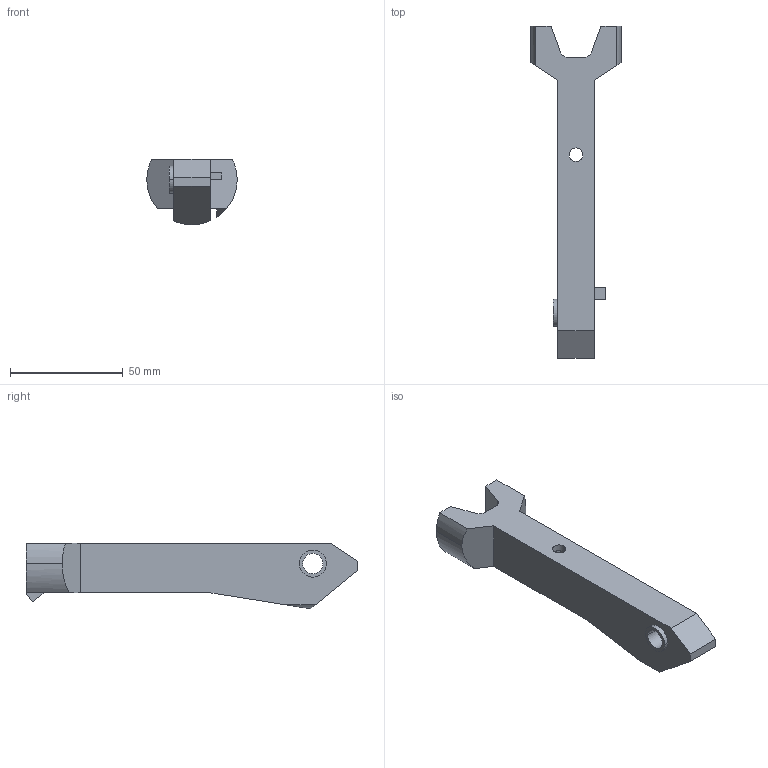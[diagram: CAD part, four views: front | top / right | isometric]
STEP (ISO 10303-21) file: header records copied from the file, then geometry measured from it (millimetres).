
FILE_DESCRIPTION(('CATIA V5 STEP Exchange'),'2;1');
FILE_NAME('bielette pedale embrayage.stp','2021-07-29T18:45:20+00:00',('none'),('none'),'Version 5-6 Release 2012','CATIA V5 STEP AP203','none');
FILE_SCHEMA(('CONFIG_CONTROL_DESIGN'));
Length unit declared in the file: millimetre
Products named in the file (1): bielette pedale embrayage
Bounding box: 40 x 147 x 29 mm (x, y, z)
Volume: 49252.2 mm3; surface area: 16278 mm2
Topology: 1 solids, 1 shells, 50 faces, 141 edges, 100 vertices
Faces by surface type: plane 33, cylinder 17
Entity records: 1669 total; most frequent: CARTESIAN_POINT 399, ORIENTED_EDGE 270, DIRECTION 202, EDGE_CURVE 135, VECTOR 99, LINE 99, VERTEX_POINT 89, AXIS2_PLACEMENT_3D 65
